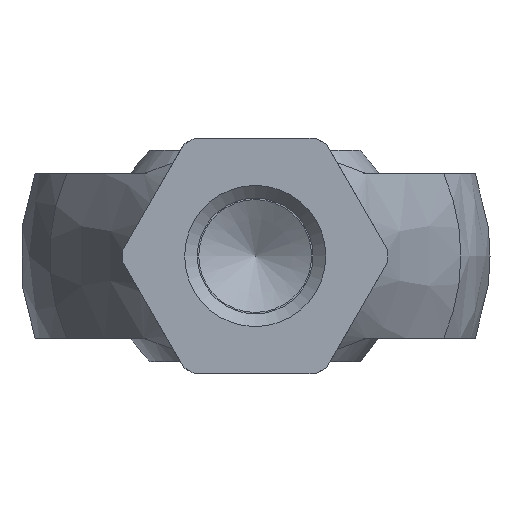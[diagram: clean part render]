
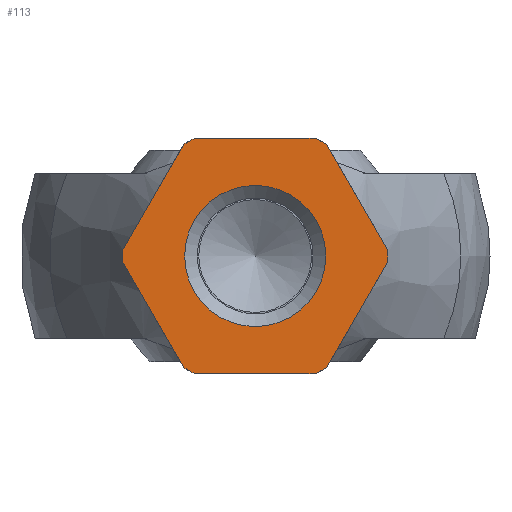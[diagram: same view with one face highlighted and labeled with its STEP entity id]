
A CAD part, front view. The second image highlights one B-rep face of the part: STEP entity #113.
In plain terms, the highlighted planar face has unit normal (0, -1, 0).
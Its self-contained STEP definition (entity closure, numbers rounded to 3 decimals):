
#113 = ADVANCED_FACE( '', ( #243, #244 ), #245, .F. );
#243 = FACE_BOUND( '', #417, .T. );
#244 = FACE_OUTER_BOUND( '', #418, .T. );
#245 = PLANE( '', #419 );
#417 = EDGE_LOOP( '', ( #579 ) );
#418 = EDGE_LOOP( '', ( #580, #581, #582, #583, #584, #585, #586, #587, #588, #589, #590, #591 ) );
#419 = AXIS2_PLACEMENT_3D( '', #592, #593, #594 );
#579 = ORIENTED_EDGE( '', *, *, #980, .F. );
#580 = ORIENTED_EDGE( '', *, *, #981, .F. );
#581 = ORIENTED_EDGE( '', *, *, #982, .F. );
#582 = ORIENTED_EDGE( '', *, *, #983, .F. );
#583 = ORIENTED_EDGE( '', *, *, #984, .F. );
#584 = ORIENTED_EDGE( '', *, *, #985, .F. );
#585 = ORIENTED_EDGE( '', *, *, #986, .F. );
#586 = ORIENTED_EDGE( '', *, *, #987, .F. );
#587 = ORIENTED_EDGE( '', *, *, #988, .F. );
#588 = ORIENTED_EDGE( '', *, *, #989, .F. );
#589 = ORIENTED_EDGE( '', *, *, #990, .F. );
#590 = ORIENTED_EDGE( '', *, *, #991, .F. );
#591 = ORIENTED_EDGE( '', *, *, #992, .F. );
#592 = CARTESIAN_POINT( '', ( 0., 0., 0. ) );
#593 = DIRECTION( '', ( 0., 1., 0. ) );
#594 = DIRECTION( '', ( 0., 0., 1. ) );
#980 = EDGE_CURVE( '', #1134, #1134, #1135, .T. );
#981 = EDGE_CURVE( '', #1136, #1137, #1138, .T. );
#982 = EDGE_CURVE( '', #1139, #1136, #1140, .T. );
#983 = EDGE_CURVE( '', #1141, #1139, #1142, .T. );
#984 = EDGE_CURVE( '', #1143, #1141, #1144, .T. );
#985 = EDGE_CURVE( '', #1145, #1143, #1146, .T. );
#986 = EDGE_CURVE( '', #1147, #1145, #1148, .T. );
#987 = EDGE_CURVE( '', #1149, #1147, #1150, .T. );
#988 = EDGE_CURVE( '', #1151, #1149, #1152, .T. );
#989 = EDGE_CURVE( '', #1153, #1151, #1154, .T. );
#990 = EDGE_CURVE( '', #1155, #1153, #1156, .T. );
#991 = EDGE_CURVE( '', #1157, #1155, #1158, .T. );
#992 = EDGE_CURVE( '', #1137, #1157, #1159, .T. );
#1134 = VERTEX_POINT( '', #1361 );
#1135 = CIRCLE( '', #1362, 3. );
#1136 = VERTEX_POINT( '', #1363 );
#1137 = VERTEX_POINT( '', #1364 );
#1138 = LINE( '', #1365, #1366 );
#1139 = VERTEX_POINT( '', #1367 );
#1140 = CIRCLE( '', #1368, 5.63 );
#1141 = VERTEX_POINT( '', #1369 );
#1142 = LINE( '', #1370, #1371 );
#1143 = VERTEX_POINT( '', #1372 );
#1144 = CIRCLE( '', #1373, 5.63 );
#1145 = VERTEX_POINT( '', #1374 );
#1146 = LINE( '', #1375, #1376 );
#1147 = VERTEX_POINT( '', #1377 );
#1148 = CIRCLE( '', #1378, 5.63 );
#1149 = VERTEX_POINT( '', #1379 );
#1150 = LINE( '', #1380, #1381 );
#1151 = VERTEX_POINT( '', #1382 );
#1152 = CIRCLE( '', #1383, 5.63 );
#1153 = VERTEX_POINT( '', #1384 );
#1154 = LINE( '', #1385, #1386 );
#1155 = VERTEX_POINT( '', #1387 );
#1156 = CIRCLE( '', #1388, 5.63 );
#1157 = VERTEX_POINT( '', #1389 );
#1158 = LINE( '', #1390, #1391 );
#1159 = CIRCLE( '', #1392, 5.63 );
#1361 = CARTESIAN_POINT( '', ( 3., 0., 0. ) );
#1362 = AXIS2_PLACEMENT_3D( '', #1729, #1730, #1731 );
#1363 = CARTESIAN_POINT( '', ( -3.036, 0., -4.741 ) );
#1364 = CARTESIAN_POINT( '', ( -5.624, 0., -0.259 ) );
#1365 = CARTESIAN_POINT( '', ( -3.036, 0., -4.741 ) );
#1366 = VECTOR( '', #1732, 1000. );
#1367 = CARTESIAN_POINT( '', ( -2.588, 0., -5. ) );
#1368 = AXIS2_PLACEMENT_3D( '', #1733, #1734, #1735 );
#1369 = CARTESIAN_POINT( '', ( 2.588, 0., -5. ) );
#1370 = CARTESIAN_POINT( '', ( 2.588, 0., -5. ) );
#1371 = VECTOR( '', #1736, 1000. );
#1372 = CARTESIAN_POINT( '', ( 3.036, 0., -4.741 ) );
#1373 = AXIS2_PLACEMENT_3D( '', #1737, #1738, #1739 );
#1374 = CARTESIAN_POINT( '', ( 5.624, 0., -0.259 ) );
#1375 = CARTESIAN_POINT( '', ( 5.624, 0., -0.259 ) );
#1376 = VECTOR( '', #1740, 1000. );
#1377 = CARTESIAN_POINT( '', ( 5.624, 0., 0.259 ) );
#1378 = AXIS2_PLACEMENT_3D( '', #1741, #1742, #1743 );
#1379 = CARTESIAN_POINT( '', ( 3.036, 0., 4.741 ) );
#1380 = CARTESIAN_POINT( '', ( 3.036, 0., 4.741 ) );
#1381 = VECTOR( '', #1744, 1000. );
#1382 = CARTESIAN_POINT( '', ( 2.588, 0., 5. ) );
#1383 = AXIS2_PLACEMENT_3D( '', #1745, #1746, #1747 );
#1384 = CARTESIAN_POINT( '', ( -2.588, 0., 5. ) );
#1385 = CARTESIAN_POINT( '', ( -2.588, 0., 5. ) );
#1386 = VECTOR( '', #1748, 1000. );
#1387 = CARTESIAN_POINT( '', ( -3.036, 0., 4.741 ) );
#1388 = AXIS2_PLACEMENT_3D( '', #1749, #1750, #1751 );
#1389 = CARTESIAN_POINT( '', ( -5.624, 0., 0.259 ) );
#1390 = CARTESIAN_POINT( '', ( -5.624, 0., 0.259 ) );
#1391 = VECTOR( '', #1752, 1000. );
#1392 = AXIS2_PLACEMENT_3D( '', #1753, #1754, #1755 );
#1729 = CARTESIAN_POINT( '', ( 0., 0., 0. ) );
#1730 = DIRECTION( '', ( 0., -1., 0. ) );
#1731 = DIRECTION( '', ( 1., 0., 0. ) );
#1732 = DIRECTION( '', ( -0.5, 0., 0.866 ) );
#1733 = CARTESIAN_POINT( '', ( 0., 0., 0. ) );
#1734 = DIRECTION( '', ( 0., 1., 0. ) );
#1735 = DIRECTION( '', ( 1., 0., 0. ) );
#1736 = DIRECTION( '', ( -1., 0., 0. ) );
#1737 = CARTESIAN_POINT( '', ( 0., 0., 0. ) );
#1738 = DIRECTION( '', ( 0., 1., 0. ) );
#1739 = DIRECTION( '', ( 1., 0., 0. ) );
#1740 = DIRECTION( '', ( -0.5, 0., -0.866 ) );
#1741 = CARTESIAN_POINT( '', ( 0., 0., 0. ) );
#1742 = DIRECTION( '', ( 0., 1., 0. ) );
#1743 = DIRECTION( '', ( 1., 0., 0. ) );
#1744 = DIRECTION( '', ( 0.5, 0., -0.866 ) );
#1745 = CARTESIAN_POINT( '', ( 0., 0., 0. ) );
#1746 = DIRECTION( '', ( 0., 1., 0. ) );
#1747 = DIRECTION( '', ( 1., 0., 0. ) );
#1748 = DIRECTION( '', ( 1., 0., 0. ) );
#1749 = CARTESIAN_POINT( '', ( 0., 0., 0. ) );
#1750 = DIRECTION( '', ( 0., 1., 0. ) );
#1751 = DIRECTION( '', ( 1., 0., 0. ) );
#1752 = DIRECTION( '', ( 0.5, 0., 0.866 ) );
#1753 = CARTESIAN_POINT( '', ( 0., 0., 0. ) );
#1754 = DIRECTION( '', ( 0., 1., 0. ) );
#1755 = DIRECTION( '', ( 1., 0., 0. ) );
